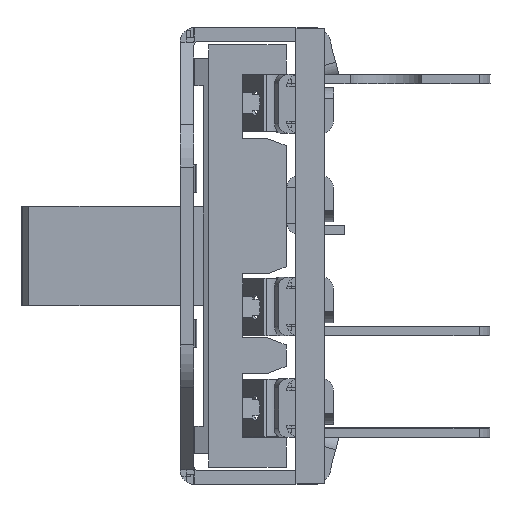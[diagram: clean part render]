
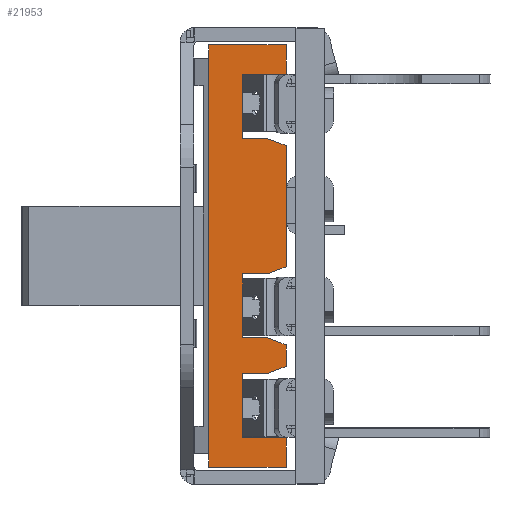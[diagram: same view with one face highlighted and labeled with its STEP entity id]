
A CAD part, left-side view. The second image highlights one B-rep face of the part: STEP entity #21953.
In plain terms, the highlighted planar face has unit normal (-1, 0, 0).
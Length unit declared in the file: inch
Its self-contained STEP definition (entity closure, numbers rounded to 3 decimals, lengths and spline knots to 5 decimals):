
#1053=PLANE('',#23752);
#2105=FACE_OUTER_BOUND('',#3252,.T.);
#3252=EDGE_LOOP('',(#19431,#19432,#19433,#19434,#19435,#19436,#19437,#19438,
#19439,#19440,#19441,#19442,#19443,#19444,#19445,#19446,#19447,#19448,#19449,
#19450,#19451,#19452));
#5923=LINE('',#35637,#8200);
#5971=LINE('',#35743,#8248);
#6006=LINE('',#35828,#8283);
#6032=LINE('',#35874,#8309);
#6039=LINE('',#35887,#8316);
#6076=LINE('',#35992,#8353);
#6079=LINE('',#35998,#8356);
#6084=LINE('',#36007,#8361);
#6088=LINE('',#36014,#8365);
#6090=LINE('',#36017,#8367);
#6092=LINE('',#36021,#8369);
#6093=LINE('',#36024,#8370);
#6096=LINE('',#36030,#8373);
#6098=LINE('',#36033,#8375);
#6099=LINE('',#36036,#8376);
#6101=LINE('',#36040,#8378);
#6103=LINE('',#36044,#8380);
#6105=LINE('',#36047,#8382);
#6106=LINE('',#36050,#8383);
#6107=LINE('',#36051,#8384);
#6108=LINE('',#36052,#8385);
#6109=LINE('',#36053,#8386);
#8200=VECTOR('',#29122,0.3937);
#8248=VECTOR('',#29208,0.3937);
#8283=VECTOR('',#29267,0.3937);
#8309=VECTOR('',#29311,0.3937);
#8316=VECTOR('',#29322,0.3937);
#8353=VECTOR('',#29425,0.3937);
#8356=VECTOR('',#29430,0.3937);
#8361=VECTOR('',#29439,0.3937);
#8365=VECTOR('',#29447,0.3937);
#8367=VECTOR('',#29451,0.3937);
#8369=VECTOR('',#29455,0.3937);
#8370=VECTOR('',#29458,0.3937);
#8373=VECTOR('',#29463,0.3937);
#8375=VECTOR('',#29467,0.3937);
#8376=VECTOR('',#29470,0.3937);
#8378=VECTOR('',#29474,0.3937);
#8380=VECTOR('',#29478,0.3937);
#8382=VECTOR('',#29482,0.3937);
#8383=VECTOR('',#29485,0.3937);
#8384=VECTOR('',#29486,0.3937);
#8385=VECTOR('',#29487,0.3937);
#8386=VECTOR('',#29488,0.3937);
#10265=VERTEX_POINT('',#35634);
#10266=VERTEX_POINT('',#35636);
#10305=VERTEX_POINT('',#35742);
#10336=VERTEX_POINT('',#35825);
#10337=VERTEX_POINT('',#35827);
#10348=VERTEX_POINT('',#35872);
#10351=VERTEX_POINT('',#35882);
#10386=VERTEX_POINT('',#35989);
#10387=VERTEX_POINT('',#35991);
#10388=VERTEX_POINT('',#35995);
#10389=VERTEX_POINT('',#35997);
#10390=VERTEX_POINT('',#36004);
#10391=VERTEX_POINT('',#36006);
#10392=VERTEX_POINT('',#36013);
#10393=VERTEX_POINT('',#36019);
#10394=VERTEX_POINT('',#36023);
#10395=VERTEX_POINT('',#36027);
#10396=VERTEX_POINT('',#36029);
#10397=VERTEX_POINT('',#36035);
#10398=VERTEX_POINT('',#36039);
#10399=VERTEX_POINT('',#36043);
#10400=VERTEX_POINT('',#36049);
#13231=EDGE_CURVE('',#10265,#10266,#5923,.T.);
#13282=EDGE_CURVE('',#10266,#10305,#5971,.T.);
#13323=EDGE_CURVE('',#10336,#10337,#6006,.T.);
#13349=EDGE_CURVE('',#10265,#10348,#6032,.T.);
#13356=EDGE_CURVE('',#10305,#10351,#6039,.T.);
#13404=EDGE_CURVE('',#10387,#10386,#6076,.T.);
#13407=EDGE_CURVE('',#10389,#10388,#6079,.T.);
#13412=EDGE_CURVE('',#10391,#10390,#6084,.T.);
#13416=EDGE_CURVE('',#10392,#10387,#6088,.T.);
#13418=EDGE_CURVE('',#10336,#10392,#6090,.T.);
#13420=EDGE_CURVE('',#10386,#10393,#6092,.T.);
#13421=EDGE_CURVE('',#10394,#10389,#6093,.T.);
#13424=EDGE_CURVE('',#10396,#10395,#6096,.T.);
#13426=EDGE_CURVE('',#10388,#10396,#6098,.T.);
#13427=EDGE_CURVE('',#10397,#10391,#6099,.T.);
#13429=EDGE_CURVE('',#10398,#10397,#6101,.T.);
#13431=EDGE_CURVE('',#10399,#10337,#6103,.T.);
#13433=EDGE_CURVE('',#10390,#10399,#6105,.T.);
#13434=EDGE_CURVE('',#10400,#10393,#6106,.T.);
#13435=EDGE_CURVE('',#10400,#10351,#6107,.T.);
#13436=EDGE_CURVE('',#10394,#10348,#6108,.T.);
#13437=EDGE_CURVE('',#10398,#10395,#6109,.T.);
#19431=ORIENTED_EDGE('',*,*,#13418,.T.);
#19432=ORIENTED_EDGE('',*,*,#13416,.T.);
#19433=ORIENTED_EDGE('',*,*,#13404,.T.);
#19434=ORIENTED_EDGE('',*,*,#13420,.T.);
#19435=ORIENTED_EDGE('',*,*,#13434,.F.);
#19436=ORIENTED_EDGE('',*,*,#13435,.T.);
#19437=ORIENTED_EDGE('',*,*,#13356,.F.);
#19438=ORIENTED_EDGE('',*,*,#13282,.F.);
#19439=ORIENTED_EDGE('',*,*,#13231,.F.);
#19440=ORIENTED_EDGE('',*,*,#13349,.T.);
#19441=ORIENTED_EDGE('',*,*,#13436,.F.);
#19442=ORIENTED_EDGE('',*,*,#13421,.T.);
#19443=ORIENTED_EDGE('',*,*,#13407,.T.);
#19444=ORIENTED_EDGE('',*,*,#13426,.T.);
#19445=ORIENTED_EDGE('',*,*,#13424,.T.);
#19446=ORIENTED_EDGE('',*,*,#13437,.F.);
#19447=ORIENTED_EDGE('',*,*,#13429,.T.);
#19448=ORIENTED_EDGE('',*,*,#13427,.T.);
#19449=ORIENTED_EDGE('',*,*,#13412,.T.);
#19450=ORIENTED_EDGE('',*,*,#13433,.T.);
#19451=ORIENTED_EDGE('',*,*,#13431,.T.);
#19452=ORIENTED_EDGE('',*,*,#13323,.F.);
#21953=ADVANCED_FACE('',(#2105),#1053,.T.);
#23752=AXIS2_PLACEMENT_3D('',#36048,#29483,#29484);
#29122=DIRECTION('',(0.,0.,1.));
#29208=DIRECTION('',(0.,0.,1.));
#29267=DIRECTION('',(0.,0.,-1.));
#29311=DIRECTION('',(0.,-1.,0.));
#29322=DIRECTION('',(0.,0.,1.));
#29425=DIRECTION('',(0.,0.,1.));
#29430=DIRECTION('',(0.,0.,1.));
#29439=DIRECTION('',(0.,0.,1.));
#29447=DIRECTION('',(0.,1.,0.));
#29451=DIRECTION('',(0.,0.932,0.361));
#29455=DIRECTION('',(0.,-1.,0.));
#29458=DIRECTION('',(0.,1.,0.));
#29463=DIRECTION('',(0.,-0.932,0.361));
#29467=DIRECTION('',(0.,-1.,0.));
#29470=DIRECTION('',(0.,1.,0.));
#29474=DIRECTION('',(0.,0.932,0.361));
#29478=DIRECTION('',(0.,-0.932,0.361));
#29482=DIRECTION('',(0.,-1.,0.));
#29483=DIRECTION('center_axis',(-1.,0.,0.));
#29484=DIRECTION('ref_axis',(0.,0.,
1.));
#29485=DIRECTION('',(0.,0.,-1.));
#29486=DIRECTION('',(0.,1.,0.));
#29487=DIRECTION('',(0.,0.,-1.));
#29488=DIRECTION('',(0.,0.,-1.));
#35634=CARTESIAN_POINT('',(0.00406,0.21198,-0.28291));
#35636=CARTESIAN_POINT('',(0.00406,0.21198,-0.25291));
#35637=CARTESIAN_POINT('',(0.00406,0.21198,0.64209));
#35742=CARTESIAN_POINT('',(0.00406,0.21198,0.61209));
#35743=CARTESIAN_POINT('',(0.00406,0.21198,0.64209));
#35825=CARTESIAN_POINT('',(0.00406,0.04298,0.42109));
#35827=CARTESIAN_POINT('',(0.00406,0.04298,0.15609));
#35828=CARTESIAN_POINT('',(0.00406,0.04298,0.64209));
#35872=CARTESIAN_POINT('',(0.00406,0.04298,-0.28291));
#35874=CARTESIAN_POINT('',(0.00406,0.04298,-0.28291));
#35882=CARTESIAN_POINT('',(0.00406,0.21198,0.64209));
#35887=CARTESIAN_POINT('',(0.00406,0.21198,0.64209));
#35989=CARTESIAN_POINT('',(0.00406,0.13799,0.57759));
#35991=CARTESIAN_POINT('',(0.00406,0.13799,0.43659));
#35992=CARTESIAN_POINT('',(0.00406,0.13799,0.60984));
#35995=CARTESIAN_POINT('',(0.00406,0.13799,-0.07741));
#35997=CARTESIAN_POINT('',(0.00406,0.13799,-0.21841));
#35998=CARTESIAN_POINT('',(0.00406,0.13799,0.28234));
#36004=CARTESIAN_POINT('',(0.00406,0.13799,0.14059));
#36006=CARTESIAN_POINT('',(0.00406,0.13799,0.00059));
#36007=CARTESIAN_POINT('',(0.00406,0.13799,0.39134));
#36013=CARTESIAN_POINT('',(0.00406,0.08299,0.43659));
#36014=CARTESIAN_POINT('',(0.00406,0.19048,0.43659));
#36017=CARTESIAN_POINT('',(0.00406,0.18716,0.47695));
#36019=CARTESIAN_POINT('',(0.00406,0.04298,0.57759));
#36021=CARTESIAN_POINT('',(0.00406,0.16298,0.57759));
#36023=CARTESIAN_POINT('',(0.00406,0.04298,-0.21841));
#36024=CARTESIAN_POINT('',(0.00406,0.19048,-0.21841));
#36027=CARTESIAN_POINT('',(0.00406,0.04298,-0.06191));
#36029=CARTESIAN_POINT('',(0.00406,0.08299,-0.07741));
#36030=CARTESIAN_POINT('',(0.00406,0.01134,-0.04965));
#36033=CARTESIAN_POINT('',(0.00406,0.16298,-0.07741));
#36035=CARTESIAN_POINT('',(0.00406,0.08299,0.00059));
#36036=CARTESIAN_POINT('',(0.00406,0.19048,0.00059));
#36039=CARTESIAN_POINT('',(0.00406,0.04298,-0.01491));
#36040=CARTESIAN_POINT('',(0.00406,0.2606,0.06941));
#36043=CARTESIAN_POINT('',(0.00406,0.08299,0.14059));
#36044=CARTESIAN_POINT('',(0.00406,0.04806,0.15412));
#36047=CARTESIAN_POINT('',(0.00406,0.16298,0.14059));
#36048=CARTESIAN_POINT('Origin',(0.00406,0.24298,
0.64209));
#36049=CARTESIAN_POINT('',(0.00406,0.04298,0.64209));
#36050=CARTESIAN_POINT('',(0.00406,0.04298,0.64209));
#36051=CARTESIAN_POINT('',(0.00406,0.04298,0.64209));
#36052=CARTESIAN_POINT('',(0.00406,0.04298,0.64209));
#36053=CARTESIAN_POINT('',(0.00406,0.04298,0.64209));
